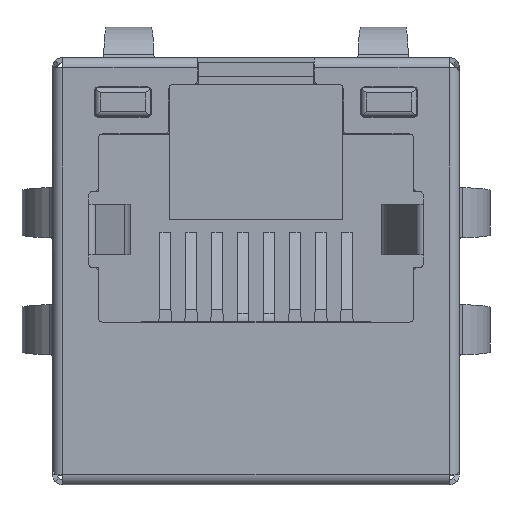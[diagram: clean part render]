
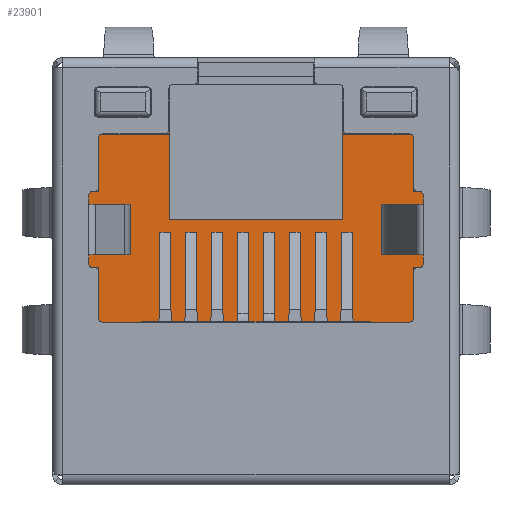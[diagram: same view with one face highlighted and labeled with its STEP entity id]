
A CAD part, front view. The second image highlights one B-rep face of the part: STEP entity #23901.
In plain terms, the highlighted planar face has unit normal (0, -1, 0).
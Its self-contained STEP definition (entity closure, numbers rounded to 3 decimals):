
#1787=ORIENTED_EDGE('',*,*,#6586,.T.);
#1788=ORIENTED_EDGE('',*,*,#6552,.T.);
#1789=ORIENTED_EDGE('',*,*,#6549,.F.);
#1790=ORIENTED_EDGE('',*,*,#6546,.F.);
#1791=ORIENTED_EDGE('',*,*,#6543,.F.);
#1792=ORIENTED_EDGE('',*,*,#6539,.F.);
#1793=ORIENTED_EDGE('',*,*,#6534,.F.);
#1794=ORIENTED_EDGE('',*,*,#6532,.F.);
#1795=ORIENTED_EDGE('',*,*,#6335,.F.);
#1796=ORIENTED_EDGE('',*,*,#6587,.F.);
#1797=ORIENTED_EDGE('',*,*,#6588,.F.);
#1798=ORIENTED_EDGE('',*,*,#6332,.T.);
#1799=ORIENTED_EDGE('',*,*,#6339,.F.);
#1800=ORIENTED_EDGE('',*,*,#6529,.F.);
#1801=ORIENTED_EDGE('',*,*,#6585,.F.);
#1802=ORIENTED_EDGE('',*,*,#6582,.F.);
#1803=ORIENTED_EDGE('',*,*,#6577,.F.);
#1804=ORIENTED_EDGE('',*,*,#6575,.F.);
#1805=ORIENTED_EDGE('',*,*,#6572,.F.);
#1806=ORIENTED_EDGE('',*,*,#6569,.T.);
#6332=EDGE_CURVE('',#8849,#8848,#10478,.T.);
#6335=EDGE_CURVE('',#8850,#8852,#10481,.T.);
#6339=EDGE_CURVE('',#8855,#8848,#10485,.T.);
#6529=EDGE_CURVE('',#8969,#8855,#10647,.T.);
#6532=EDGE_CURVE('',#8852,#8970,#10650,.T.);
#6534=EDGE_CURVE('',#8970,#8972,#10652,.T.);
#6539=EDGE_CURVE('',#8972,#8974,#10657,.T.);
#6543=EDGE_CURVE('',#8974,#8976,#10661,.T.);
#6546=EDGE_CURVE('',#8976,#8978,#10664,.T.);
#6549=EDGE_CURVE('',#8978,#8980,#10667,.T.);
#6552=EDGE_CURVE('',#8984,#8980,#10670,.T.);
#6569=EDGE_CURVE('',#8990,#8993,#10687,.T.);
#6572=EDGE_CURVE('',#8990,#8994,#10690,.T.);
#6575=EDGE_CURVE('',#8994,#8996,#10693,.T.);
#6577=EDGE_CURVE('',#8996,#8998,#10695,.T.);
#6582=EDGE_CURVE('',#8998,#9000,#10700,.T.);
#6585=EDGE_CURVE('',#9000,#8969,#10703,.T.);
#6586=EDGE_CURVE('',#8993,#8984,#10704,.T.);
#6587=EDGE_CURVE('',#9002,#8850,#10705,.T.);
#6588=EDGE_CURVE('',#8849,#9002,#10706,.T.);
#8848=VERTEX_POINT('',#31496);
#8849=VERTEX_POINT('',#31498);
#8850=VERTEX_POINT('',#31502);
#8852=VERTEX_POINT('',#31505);
#8855=VERTEX_POINT('',#31511);
#8969=VERTEX_POINT('',#31897);
#8970=VERTEX_POINT('',#31901);
#8972=VERTEX_POINT('',#31908);
#8974=VERTEX_POINT('',#31914);
#8976=VERTEX_POINT('',#31920);
#8978=VERTEX_POINT('',#31927);
#8980=VERTEX_POINT('',#31933);
#8984=VERTEX_POINT('',#31943);
#8990=VERTEX_POINT('',#31966);
#8993=VERTEX_POINT('',#31972);
#8994=VERTEX_POINT('',#31976);
#8996=VERTEX_POINT('',#31982);
#8998=VERTEX_POINT('',#31989);
#9000=VERTEX_POINT('',#31995);
#9002=VERTEX_POINT('',#32006);
#10478=LINE('',#31497,#12386);
#10481=LINE('',#31504,#12389);
#10485=LINE('',#31512,#12393);
#10647=LINE('',#31898,#12555);
#10650=LINE('',#31904,#12558);
#10652=LINE('',#31907,#12560);
#10657=LINE('',#31917,#12565);
#10661=LINE('',#31924,#12569);
#10664=LINE('',#31930,#12572);
#10667=LINE('',#31936,#12575);
#10670=LINE('',#31942,#12578);
#10687=LINE('',#31973,#12595);
#10690=LINE('',#31979,#12598);
#10693=LINE('',#31985,#12601);
#10695=LINE('',#31988,#12603);
#10700=LINE('',#31998,#12608);
#10703=LINE('',#32002,#12611);
#10704=LINE('',#32004,#12612);
#10705=LINE('',#32005,#12613);
#10706=LINE('',#32007,#12614);
#12386=VECTOR('',#26543,1000.);
#12389=VECTOR('',#26548,1000.);
#12393=VECTOR('',#26552,1000.);
#12555=VECTOR('',#26934,1000.);
#12558=VECTOR('',#26939,1000.);
#12560=VECTOR('',#26943,1000.);
#12565=VECTOR('',#26950,1000.);
#12569=VECTOR('',#26956,1000.);
#12572=VECTOR('',#26961,1000.);
#12575=VECTOR('',#26966,1000.);
#12578=VECTOR('',#26971,1000.);
#12595=VECTOR('',#26996,1000.);
#12598=VECTOR('',#27001,1000.);
#12601=VECTOR('',#27006,1000.);
#12603=VECTOR('',#27010,1000.);
#12608=VECTOR('',#27017,1000.);
#12611=VECTOR('',#27022,1000.);
#12612=VECTOR('',#27025,1000.);
#12613=VECTOR('',#27026,1000.);
#12614=VECTOR('',#27027,1000.);
#14203=EDGE_LOOP('',(#1787,#1788,#1789,#1790,#1791,#1792,#1793,#1794,#1795,
#1796,#1797,#1798,#1799,#1800,#1801,#1802,#1803,#1804,#1805,#1806));
#15289=FACE_BOUND('',#14203,.T.);
#16331=PLANE('',#24951);
#23901=ADVANCED_FACE('',(#15289),#16331,.F.);
#24951=AXIS2_PLACEMENT_3D('',#32003,#27023,#27024);
#26543=DIRECTION('',(0.,0.,1.));
#26548=DIRECTION('',(-1.,0.,0.));
#26552=DIRECTION('',(-1.,0.,0.));
#26934=DIRECTION('',(0.,0.,-1.));
#26939=DIRECTION('',(0.,0.,1.));
#26943=DIRECTION('',(-1.,0.,0.));
#26950=DIRECTION('',(0.,0.,1.));
#26956=DIRECTION('',(1.,0.,0.));
#26961=DIRECTION('',(0.,0.,1.));
#26966=DIRECTION('',(1.,0.,0.));
#26971=DIRECTION('',(0.,0.,1.));
#26996=DIRECTION('',(0.,0.,-1.));
#27001=DIRECTION('',(1.,0.,0.));
#27006=DIRECTION('',(0.,0.,-1.));
#27010=DIRECTION('',(1.,0.,0.));
#27017=DIRECTION('',(0.,0.,-1.));
#27022=DIRECTION('',(-1.,0.,0.));
#27023=DIRECTION('',(0.,1.,0.));
#27024=DIRECTION('',(0.,0.,1.));
#27025=DIRECTION('',(-1.,0.,0.));
#27026=DIRECTION('',(0.,0.,1.));
#27027=DIRECTION('',(-1.,0.,0.));
#31496=CARTESIAN_POINT('',(4.5,-0.15,-1.996));
#31497=CARTESIAN_POINT('',(4.5,-0.15,-2.006));
#31498=CARTESIAN_POINT('',(4.5,-0.15,-2.006));
#31502=CARTESIAN_POINT('',(-4.5,-0.15,-1.996));
#31504=CARTESIAN_POINT('',(6.175,-0.15,-1.996));
#31505=CARTESIAN_POINT('',(-6.175,-0.15,-1.996));
#31511=CARTESIAN_POINT('',(6.175,-0.15,-1.996));
#31512=CARTESIAN_POINT('',(6.175,-0.15,-1.996));
#31897=CARTESIAN_POINT('',(6.175,-0.15,0.154));
#31898=CARTESIAN_POINT('',(6.175,-0.15,0.154));
#31901=CARTESIAN_POINT('',(-6.175,-0.15,0.154));
#31904=CARTESIAN_POINT('',(-6.175,-0.15,-1.996));
#31907=CARTESIAN_POINT('',(-6.175,-0.15,0.154));
#31908=CARTESIAN_POINT('',(-7.031,-0.15,0.154));
#31914=CARTESIAN_POINT('',(-7.031,-0.15,3.124));
#31917=CARTESIAN_POINT('',(-7.031,-0.15,0.154));
#31920=CARTESIAN_POINT('',(-6.175,-0.15,3.124));
#31924=CARTESIAN_POINT('',(-7.031,-0.15,3.124));
#31927=CARTESIAN_POINT('',(-6.175,-0.15,5.374));
#31930=CARTESIAN_POINT('',(-6.175,-0.15,3.124));
#31933=CARTESIAN_POINT('',(-3.405,-0.15,5.374));
#31936=CARTESIAN_POINT('',(-6.175,-0.15,5.374));
#31942=CARTESIAN_POINT('',(-3.405,-0.15,2.024));
#31943=CARTESIAN_POINT('',(-3.405,-0.15,2.024));
#31966=CARTESIAN_POINT('',(3.405,-0.15,5.374));
#31972=CARTESIAN_POINT('',(3.405,-0.15,2.024));
#31973=CARTESIAN_POINT('',(3.405,-0.15,7.324));
#31976=CARTESIAN_POINT('',(6.175,-0.15,5.374));
#31979=CARTESIAN_POINT('',(3.405,-0.15,5.374));
#31982=CARTESIAN_POINT('',(6.175,-0.15,3.124));
#31985=CARTESIAN_POINT('',(6.175,-0.15,5.374));
#31988=CARTESIAN_POINT('',(6.175,-0.15,3.124));
#31989=CARTESIAN_POINT('',(7.031,-0.15,3.124));
#31995=CARTESIAN_POINT('',(7.031,-0.15,0.154));
#31998=CARTESIAN_POINT('',(7.031,-0.15,3.124));
#32002=CARTESIAN_POINT('',(7.031,-0.15,0.154));
#32003=CARTESIAN_POINT('',(0.,-0.15,0.));
#32004=CARTESIAN_POINT('',(3.405,-0.15,2.024));
#32005=CARTESIAN_POINT('',(-4.5,-0.15,-2.006));
#32006=CARTESIAN_POINT('',(-4.5,-0.15,-2.006));
#32007=CARTESIAN_POINT('',(4.5,-0.15,-2.006));
